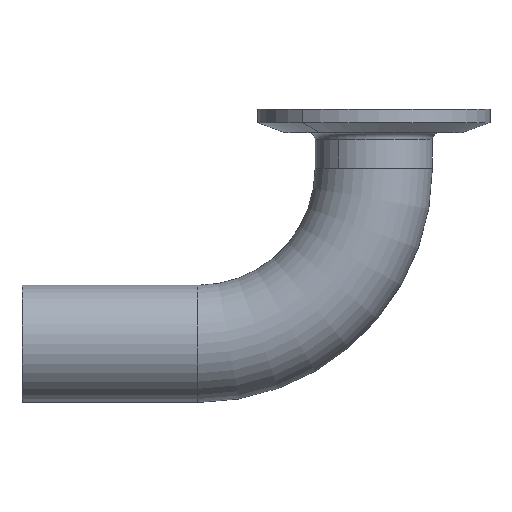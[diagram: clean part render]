
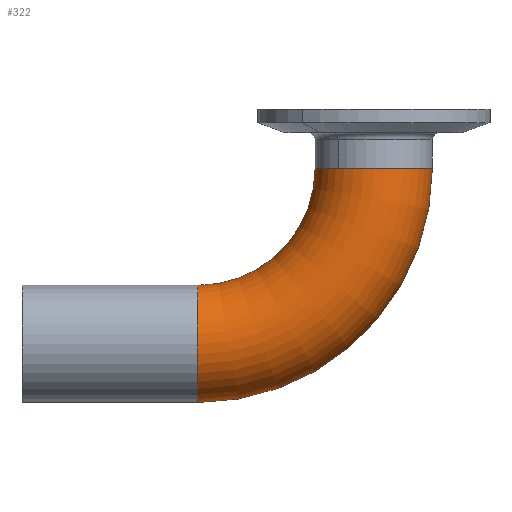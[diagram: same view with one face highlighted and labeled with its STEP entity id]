
A CAD part, front view. The second image highlights one B-rep face of the part: STEP entity #322.
In plain terms, the highlighted toroidal (fillet/blend) face has major radius 38.1 mm and minor radius 12.7 mm.
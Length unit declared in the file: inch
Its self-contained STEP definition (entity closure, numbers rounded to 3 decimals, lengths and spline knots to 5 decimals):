
#14 = VERTEX_POINT ( 'NONE', #864 ) ;
#38 = EDGE_CURVE ( 'NONE', #14, #569, #1069, .T. ) ;
#140 = AXIS2_PLACEMENT_3D ( 'NONE', #187, #790, #285 ) ;
#187 = CARTESIAN_POINT ( 'NONE',  ( 0., 0., 0. ) ) ;
#197 = DIRECTION ( 'NONE',  ( 0., 0., 1. ) ) ;
#205 = DIRECTION ( 'NONE',  ( 1., 0., 0. ) ) ;
#285 = DIRECTION ( 'NONE',  ( 0., 0., -1. ) ) ;
#292 = ORIENTED_EDGE ( 'NONE', *, *, #38, .F. ) ;
#305 = AXIS2_PLACEMENT_3D ( 'NONE', #649, #197, #205 ) ;
#322 = ADVANCED_FACE ( 'NONE', ( #897 ), #931, .T. ) ;
#357 = AXIS2_PLACEMENT_3D ( 'NONE', #781, #467, #628 ) ;
#386 = CARTESIAN_POINT ( 'NONE',  ( 1., 0., 0. ) ) ;
#411 = ORIENTED_EDGE ( 'NONE', *, *, #1108, .T. ) ;
#429 = CARTESIAN_POINT ( 'NONE',  ( 0., 0., 0. ) ) ;
#443 = CIRCLE ( 'NONE', #140, 2. ) ;
#467 = DIRECTION ( 'NONE',  ( -1., 0., 0. ) ) ;
#469 = EDGE_CURVE ( 'NONE', #506, #1036, #667, .T. ) ;
#506 = VERTEX_POINT ( 'NONE', #386 ) ;
#556 = ORIENTED_EDGE ( 'NONE', *, *, #807, .F. ) ;
#569 = VERTEX_POINT ( 'NONE', #1090 ) ;
#579 = DIRECTION ( 'NONE',  ( 0., -1., 0. ) ) ;
#602 = DIRECTION ( 'NONE',  ( 0., 0., -1. ) ) ;
#619 = CARTESIAN_POINT ( 'NONE',  ( 2., 0., 0. ) ) ;
#628 = DIRECTION ( 'NONE',  ( 0., 0., 1. ) ) ;
#649 = CARTESIAN_POINT ( 'NONE',  ( 1.5, 0., 0. ) ) ;
#662 = ORIENTED_EDGE ( 'NONE', *, *, #469, .F. ) ;
#667 = CIRCLE ( 'NONE', #305, 0.5 ) ;
#719 = AXIS2_PLACEMENT_3D ( 'NONE', #429, #760, #602 ) ;
#760 = DIRECTION ( 'NONE',  ( 0., -1., 0. ) ) ;
#781 = CARTESIAN_POINT ( 'NONE',  ( 0., 0., -1.5 ) ) ;
#790 = DIRECTION ( 'NONE',  ( 0., -1., 0. ) ) ;
#806 = EDGE_LOOP ( 'NONE', ( #292, #411, #662, #556 ) ) ;
#807 = EDGE_CURVE ( 'NONE', #569, #506, #997, .T. ) ;
#864 = CARTESIAN_POINT ( 'NONE',  ( 0., 0., -2. ) ) ;
#881 = AXIS2_PLACEMENT_3D ( 'NONE', #993, #579, #984 ) ;
#897 = FACE_OUTER_BOUND ( 'NONE', #806, .T. ) ;
#931 = TOROIDAL_SURFACE ( 'NONE', #881, 1.5, 0.5 ) ;
#984 = DIRECTION ( 'NONE',  ( 0., 0., -1. ) ) ;
#993 = CARTESIAN_POINT ( 'NONE',  ( 0., 0., 0. ) ) ;
#997 = CIRCLE ( 'NONE', #719, 1. ) ;
#1036 = VERTEX_POINT ( 'NONE', #619 ) ;
#1069 = CIRCLE ( 'NONE', #357, 0.5 ) ;
#1090 = CARTESIAN_POINT ( 'NONE',  ( 0., 0., -1. ) ) ;
#1108 = EDGE_CURVE ( 'NONE', #14, #1036, #443, .T. ) ;
